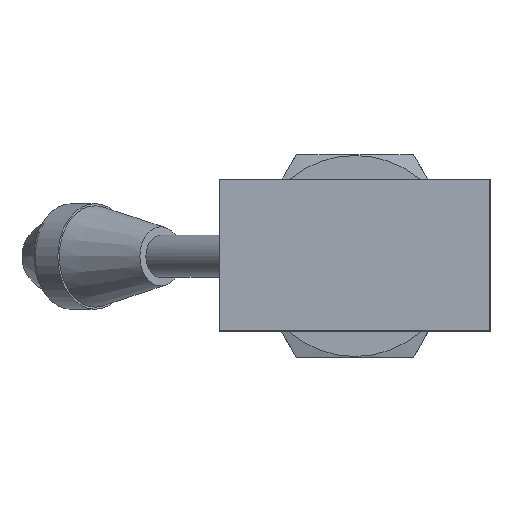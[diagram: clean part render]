
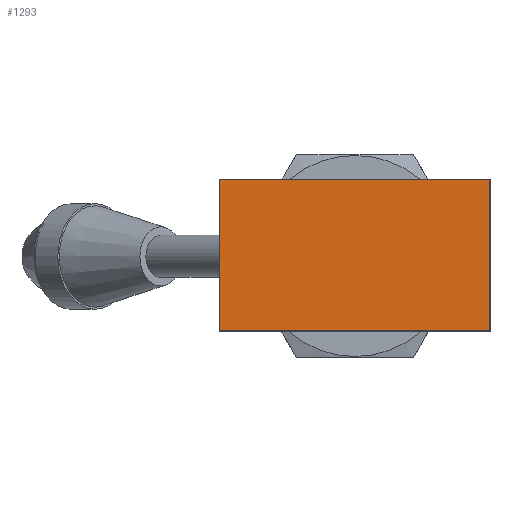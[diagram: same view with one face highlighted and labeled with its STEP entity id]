
A CAD part, top view. The second image highlights one B-rep face of the part: STEP entity #1293.
In plain terms, the highlighted planar face has unit normal (0, 0, 1).
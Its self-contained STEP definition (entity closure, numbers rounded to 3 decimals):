
#1163=CARTESIAN_POINT('',(15.99,8.99,29.5));
#1164=VERTEX_POINT('',#1163);
#1165=CARTESIAN_POINT('',(15.99,-8.99,29.5));
#1166=VERTEX_POINT('',#1165);
#1167=CARTESIAN_POINT('',(15.99,8.99,29.5));
#1168=DIRECTION('',(0.0,-1.0,0.0));
#1169=VECTOR('',#1168,17.98);
#1170=LINE('',#1167,#1169);
#1171=EDGE_CURVE('',#1164,#1166,#1170,.T.);
#1203=CARTESIAN_POINT('',(-15.99,-8.99,29.5));
#1204=VERTEX_POINT('',#1203);
#1205=CARTESIAN_POINT('',(15.99,-8.99,29.5));
#1206=DIRECTION('',(-1.0,0.0,0.0));
#1207=VECTOR('',#1206,31.98);
#1208=LINE('',#1205,#1207);
#1209=EDGE_CURVE('',#1166,#1204,#1208,.T.);
#1234=CARTESIAN_POINT('',(-15.99,8.99,29.5));
#1235=VERTEX_POINT('',#1234);
#1236=CARTESIAN_POINT('',(-15.99,-8.99,29.5));
#1237=DIRECTION('',(0.0,1.0,0.0));
#1238=VECTOR('',#1237,17.98);
#1239=LINE('',#1236,#1238);
#1240=EDGE_CURVE('',#1204,#1235,#1239,.T.);
#1265=CARTESIAN_POINT('',(-15.99,8.99,29.5));
#1266=DIRECTION('',(1.0,0.0,0.0));
#1267=VECTOR('',#1266,31.98);
#1268=LINE('',#1265,#1267);
#1269=EDGE_CURVE('',#1235,#1164,#1268,.T.);
#1282=CARTESIAN_POINT('',(0.,0.,29.5));
#1283=DIRECTION('',(0.0,0.0,1.0));
#1284=DIRECTION('',(1.0,0.0,0.0));
#1285=AXIS2_PLACEMENT_3D('',#1282,#1283,#1284);
#1286=PLANE('',#1285);
#1287=ORIENTED_EDGE('',*,*,#1171,.F.);
#1288=ORIENTED_EDGE('',*,*,#1269,.F.);
#1289=ORIENTED_EDGE('',*,*,#1240,.F.);
#1290=ORIENTED_EDGE('',*,*,#1209,.F.);
#1291=EDGE_LOOP('',(#1287,#1288,#1289,#1290));
#1292=FACE_OUTER_BOUND('',#1291,.T.);
#1293=ADVANCED_FACE('',(#1292),#1286,.T.);
